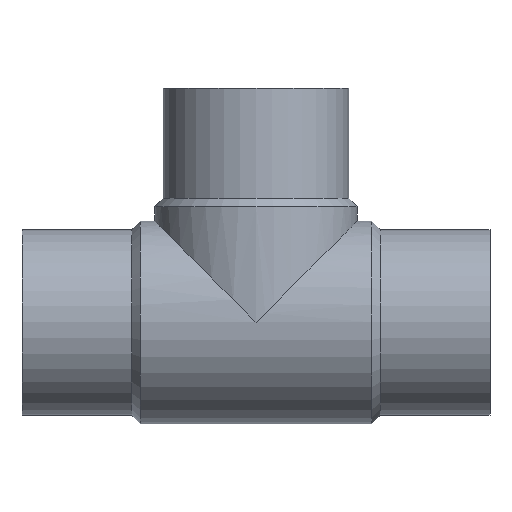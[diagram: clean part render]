
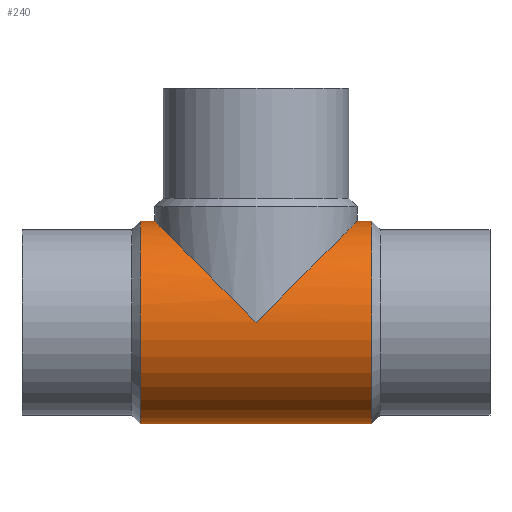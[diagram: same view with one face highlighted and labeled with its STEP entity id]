
A CAD part, top view. The second image highlights one B-rep face of the part: STEP entity #240.
In plain terms, the highlighted cylindrical face has radius 136.35 mm (diameter 272.7 mm), a partial arc.
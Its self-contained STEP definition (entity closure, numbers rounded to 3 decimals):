
#142 = EDGE_CURVE( '', #314, #224, #383, .T. );
#148 = EDGE_CURVE( '', #210, #238, #391, .T. );
#210 = VERTEX_POINT( '', #460 );
#222 = EDGE_CURVE( '', #264, #232, #473, .T. );
#224 = VERTEX_POINT( '', #475 );
#226 = VERTEX_POINT( '', #477 );
#232 = VERTEX_POINT( '', #483 );
#238 = VERTEX_POINT( '', #491 );
#240 = ADVANCED_FACE( '', ( #493 ), #494, .T. );
#264 = VERTEX_POINT( '', #520 );
#294 = EDGE_CURVE( '', #238, #264, #553, .T. );
#302 = EDGE_CURVE( '', #226, #224, #561, .T. );
#314 = VERTEX_POINT( '', #575 );
#318 = EDGE_CURVE( '', #314, #210, #579, .T. );
#324 = EDGE_CURVE( '', #232, #226, #585, .T. );
#383 = CIRCLE( '', #642, 136.35 );
#391 = CIRCLE( '', #651, 136.35 );
#460 = CARTESIAN_POINT( '', ( -159.35, -136.35, 0. ) );
#473 = ELLIPSE( '', #758, 192.828, 136.35 );
#475 = CARTESIAN_POINT( '', ( -470.65, 136.35, 0. ) );
#477 = CARTESIAN_POINT( '', ( -451.35, 136.35, 0. ) );
#483 = CARTESIAN_POINT( '', ( -315., 0., 136.35 ) );
#491 = CARTESIAN_POINT( '', ( -159.35, 136.35, 0. ) );
#493 = FACE_OUTER_BOUND( '', #780, .T. );
#494 = CYLINDRICAL_SURFACE( '', #781, 136.35 );
#520 = CARTESIAN_POINT( '', ( -178.65, 136.35, 0. ) );
#553 = LINE( '', #858, #859 );
#561 = LINE( '', #870, #871 );
#575 = CARTESIAN_POINT( '', ( -470.65, -136.35, 0. ) );
#579 = LINE( '', #897, #898 );
#585 = ELLIPSE( '', #906, 192.828, 136.35 );
#642 = AXIS2_PLACEMENT_3D( '', #974, #975, #976 );
#651 = AXIS2_PLACEMENT_3D( '', #993, #994, #995 );
#758 = AXIS2_PLACEMENT_3D( '', #1103, #1104, #1105 );
#780 = EDGE_LOOP( '', ( #1121, #1122, #1123, #1124, #1125, #1126, #1127 ) );
#781 = AXIS2_PLACEMENT_3D( '', #1128, #1129, #1130 );
#858 = CARTESIAN_POINT( '', ( -315., 136.35, 0. ) );
#859 = VECTOR( '', #1188, 1. );
#870 = CARTESIAN_POINT( '', ( -315., 136.35, 0. ) );
#871 = VECTOR( '', #1195, 1. );
#897 = CARTESIAN_POINT( '', ( -315., -136.35, 0. ) );
#898 = VECTOR( '', #1220, 1. );
#906 = AXIS2_PLACEMENT_3D( '', #1224, #1225, #1226 );
#974 = CARTESIAN_POINT( '', ( -470.65, 0., 0. ) );
#975 = DIRECTION( '', ( -1., 0., 0. ) );
#976 = DIRECTION( '', ( 0., 1., 0. ) );
#993 = CARTESIAN_POINT( '', ( -159.35, 0., 0. ) );
#994 = DIRECTION( '', ( -1., 0., 0. ) );
#995 = DIRECTION( '', ( 0., 1., 0. ) );
#1103 = CARTESIAN_POINT( '', ( -315., 0., 0. ) );
#1104 = DIRECTION( '', ( 0.707, -0.707, 0. ) );
#1105 = DIRECTION( '', ( 0.707, 0.707, 0. ) );
#1121 = ORIENTED_EDGE( '', *, *, #294, .T. );
#1122 = ORIENTED_EDGE( '', *, *, #222, .T. );
#1123 = ORIENTED_EDGE( '', *, *, #324, .T. );
#1124 = ORIENTED_EDGE( '', *, *, #302, .T. );
#1125 = ORIENTED_EDGE( '', *, *, #142, .F. );
#1126 = ORIENTED_EDGE( '', *, *, #318, .T. );
#1127 = ORIENTED_EDGE( '', *, *, #148, .T. );
#1128 = CARTESIAN_POINT( '', ( -315., 0., 0. ) );
#1129 = DIRECTION( '', ( 1., 0., 0. ) );
#1130 = DIRECTION( '', ( 0., 1., 0. ) );
#1188 = DIRECTION( '', ( -1., 0., 0. ) );
#1195 = DIRECTION( '', ( -1., 0., 0. ) );
#1220 = DIRECTION( '', ( 1., 0., 0. ) );
#1224 = CARTESIAN_POINT( '', ( -315., 0., 0. ) );
#1225 = DIRECTION( '', ( -0.707, -0.707, 0. ) );
#1226 = DIRECTION( '', ( 0.707, -0.707, 0. ) );
